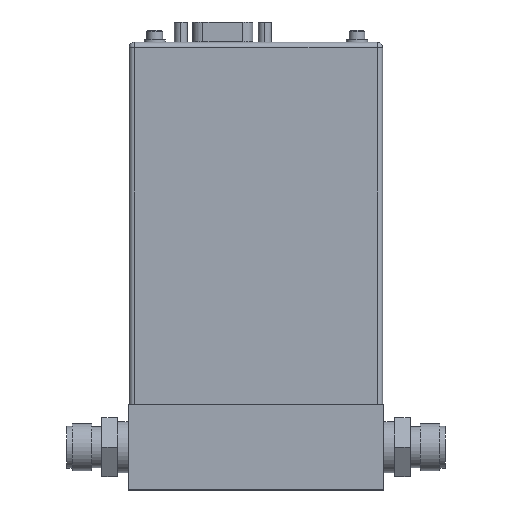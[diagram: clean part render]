
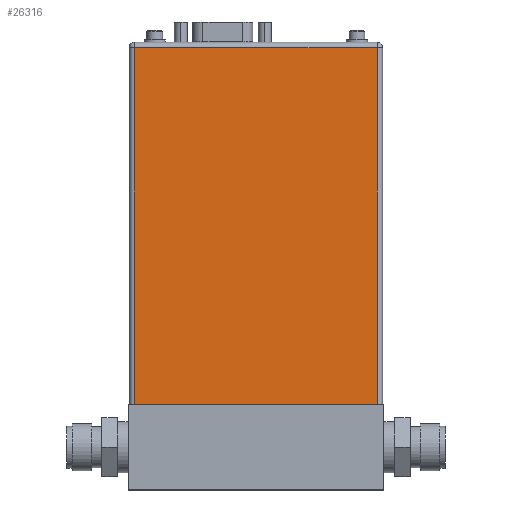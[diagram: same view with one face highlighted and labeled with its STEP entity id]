
A CAD part, top view. The second image highlights one B-rep face of the part: STEP entity #26316.
In plain terms, the highlighted planar face has unit normal (0, 0, 1).
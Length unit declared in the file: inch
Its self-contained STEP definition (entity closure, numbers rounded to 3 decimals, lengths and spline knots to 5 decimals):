
#1585=DIRECTION('',(1.,0.,0.));
#1586=VECTOR('',#1585,2.851);
#1587=CARTESIAN_POINT('',(0.147,1.,-0.01));
#1588=LINE('',#1587,#1586);
#3709=DIRECTION('',(0.,1.,0.));
#3710=VECTOR('',#3709,4.188);
#3711=CARTESIAN_POINT('',(2.998,1.,-0.01));
#3712=LINE('',#3711,#3710);
#3721=DIRECTION('',(0.,1.,0.));
#3722=VECTOR('',#3721,4.188);
#3723=CARTESIAN_POINT('',(0.147,1.,-0.01));
#3724=LINE('',#3723,#3722);
#3744=DIRECTION('',(1.,0.,0.));
#3745=VECTOR('',#3744,2.851);
#3746=CARTESIAN_POINT('',(0.147,5.188,-0.01));
#3747=LINE('',#3746,#3745);
#18962=CARTESIAN_POINT('',(0.147,5.188,-0.01));
#18963=CARTESIAN_POINT('',(2.998,5.188,-0.01));
#18964=VERTEX_POINT('',#18962);
#18965=VERTEX_POINT('',#18963);
#19126=CARTESIAN_POINT('',(0.147,1.,-0.01));
#19127=CARTESIAN_POINT('',(2.998,1.,-0.01));
#19128=VERTEX_POINT('',#19126);
#19129=VERTEX_POINT('',#19127);
#26303=CARTESIAN_POINT('',(0.085,1.,-0.01));
#26304=DIRECTION('',(0.,0.,1.));
#26305=DIRECTION('',(1.,0.,0.));
#26306=AXIS2_PLACEMENT_3D('',#26303,#26304,#26305);
#26307=PLANE('',#26306);
#26308=ORIENTED_EDGE('',*,*,#24442,.F.);
#26310=ORIENTED_EDGE('',*,*,#26309,.T.);
#26312=ORIENTED_EDGE('',*,*,#26311,.T.);
#26313=ORIENTED_EDGE('',*,*,#26295,.F.);
#26314=EDGE_LOOP('',(#26308,#26310,#26312,#26313));
#26315=FACE_OUTER_BOUND('',#26314,.F.);
#26316=ADVANCED_FACE('',(#26315),#26307,.T.);
#24442=EDGE_CURVE('',#19128,#19129,#1588,.T.);
#26295=EDGE_CURVE('',#19129,#18965,#3712,.T.);
#26309=EDGE_CURVE('',#19128,#18964,#3724,.T.);
#26311=EDGE_CURVE('',#18964,#18965,#3747,.T.);
